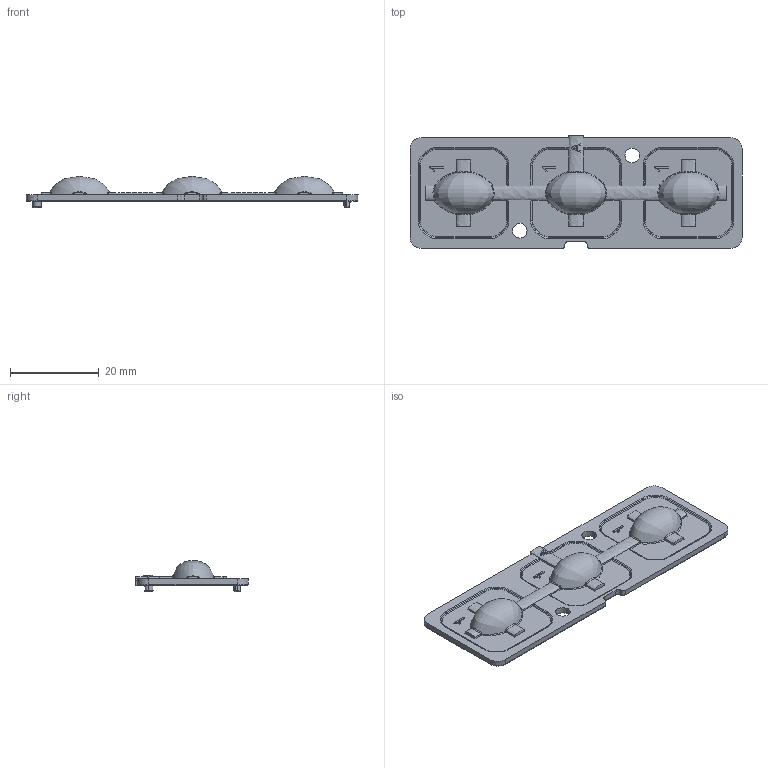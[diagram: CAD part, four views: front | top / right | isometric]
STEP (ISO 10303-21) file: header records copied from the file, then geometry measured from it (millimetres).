
FILE_DESCRIPTION (( 'STEP AP214' ), '1' );
FILE_NAME ('12764_70289_Rev-2_MH1x3_Customer.STEP', '2015-09-16T13:06:30', ( '' ), ( '' ), 'SwSTEP 2.0', 'SolidWorks 2014', '' );
FILE_SCHEMA (( 'AUTOMOTIVE_DESIGN' ));
Length unit declared in the file: millimetre
Products named in the file (1): 12764_70289_Rev-2_MH1x3_Customer
Bounding box: 75 x 25.5 x 7.05 mm (x, y, z)
Volume: 2863.2 mm3; surface area: 4440.6 mm2
Topology: 1 solids, 1 shells, 444 faces, 1105 edges, 676 vertices
Faces by surface type: cylinder 125, torus 106, bspline 103, plane 91, cone 14, sphere 5
Entity records: 17443 total; most frequent: CARTESIAN_POINT 7432, ORIENTED_EDGE 2210, DIRECTION 1958, EDGE_CURVE 1105, AXIS2_PLACEMENT_3D 773, VERTEX_POINT 676, EDGE_LOOP 461, FACE_OUTER_BOUND 444
